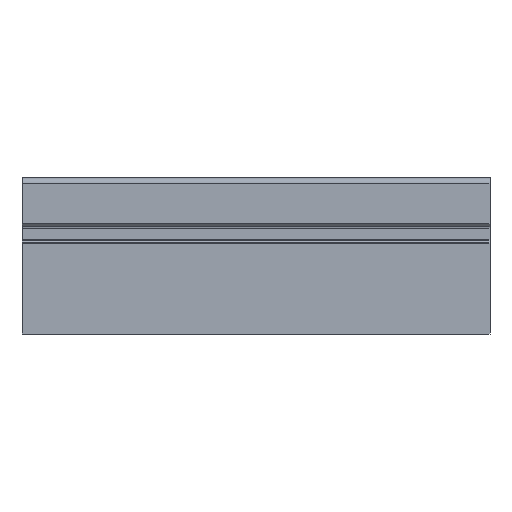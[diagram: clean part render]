
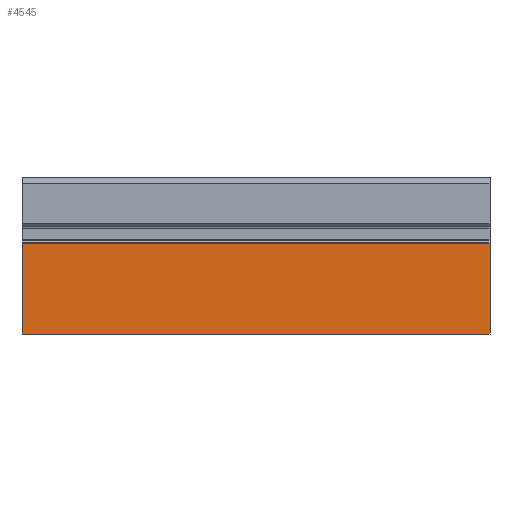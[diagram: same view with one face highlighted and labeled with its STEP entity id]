
A CAD part, left-side view. The second image highlights one B-rep face of the part: STEP entity #4545.
In plain terms, the highlighted planar face has unit normal (-1, 0, 0).
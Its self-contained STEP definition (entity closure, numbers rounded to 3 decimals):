
#4489=CARTESIAN_POINT('',(-4.,-42.0,-0.016));
#4490=VERTEX_POINT('',#4489);
#4497=CARTESIAN_POINT('',(-4.,42.0,-0.016));
#4498=VERTEX_POINT('',#4497);
#4499=CARTESIAN_POINT('',(-4.,42.0,-0.016));
#4500=DIRECTION('',(0.0,-1.0,0.0));
#4501=VECTOR('',#4500,84.0);
#4502=LINE('',#4499,#4501);
#4503=EDGE_CURVE('',#4498,#4490,#4502,.T.);
#4515=CARTESIAN_POINT('',(-4.0,5.5,-0.828));
#4516=DIRECTION('',(-1.0,0.0,0.0));
#4517=DIRECTION('',(0.0,-1.0,0.0));
#4518=AXIS2_PLACEMENT_3D('',#4515,#4516,#4517);
#4519=PLANE('',#4518);
#4520=CARTESIAN_POINT('',(-4.,-42.0,16.234));
#4521=VERTEX_POINT('',#4520);
#4522=CARTESIAN_POINT('',(-4.,-42.0,-0.016));
#4523=DIRECTION('',(0.0,0.0,1.0));
#4524=VECTOR('',#4523,16.25);
#4525=LINE('',#4522,#4524);
#4526=EDGE_CURVE('',#4490,#4521,#4525,.T.);
#4527=ORIENTED_EDGE('',*,*,#4526,.T.);
#4528=CARTESIAN_POINT('',(-4.,42.0,16.234));
#4529=VERTEX_POINT('',#4528);
#4530=CARTESIAN_POINT('',(-4.,42.0,16.234));
#4531=DIRECTION('',(0.0,-1.0,0.0));
#4532=VECTOR('',#4531,84.0);
#4533=LINE('',#4530,#4532);
#4534=EDGE_CURVE('',#4529,#4521,#4533,.T.);
#4535=ORIENTED_EDGE('',*,*,#4534,.F.);
#4536=CARTESIAN_POINT('',(-4.,42.0,16.234));
#4537=DIRECTION('',(0.0,0.0,-1.0));
#4538=VECTOR('',#4537,16.25);
#4539=LINE('',#4536,#4538);
#4540=EDGE_CURVE('',#4529,#4498,#4539,.T.);
#4541=ORIENTED_EDGE('',*,*,#4540,.T.);
#4542=ORIENTED_EDGE('',*,*,#4503,.T.);
#4543=EDGE_LOOP('',(#4527,#4535,#4541,#4542));
#4544=FACE_OUTER_BOUND('',#4543,.T.);
#4545=ADVANCED_FACE('',(#4544),#4519,.T.);
